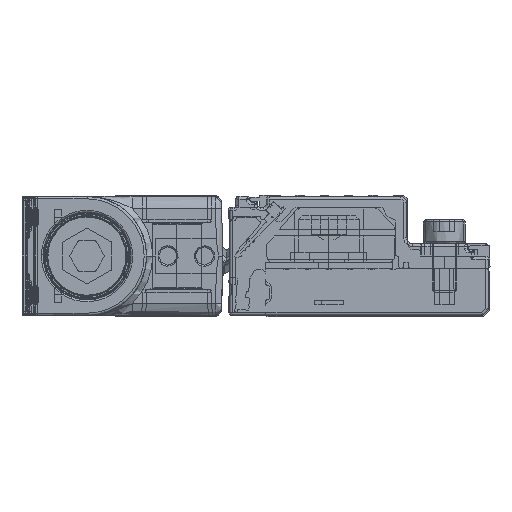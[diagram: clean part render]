
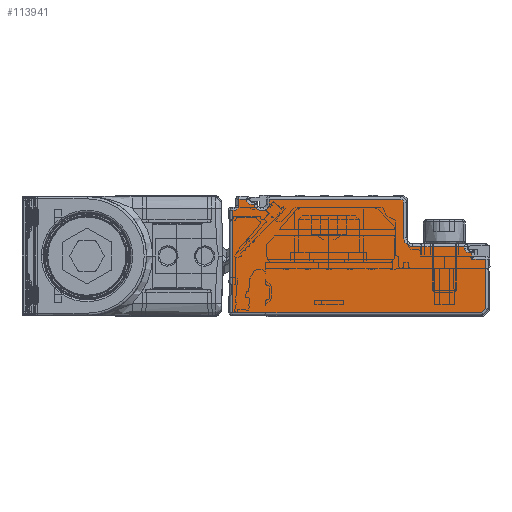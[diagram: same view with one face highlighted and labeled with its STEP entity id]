
A CAD part, left-side view. The second image highlights one B-rep face of the part: STEP entity #113941.
In plain terms, the highlighted planar face has unit normal (-1, 0, 0).
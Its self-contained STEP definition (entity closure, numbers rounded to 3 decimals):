
#113748=AXIS2_PLACEMENT_3D('Circle Axis2P3D',#113746,#113747,$) ;
#113761=AXIS2_PLACEMENT_3D('Plane Axis2P3D',#113758,#113759,#113760) ;
#113781=AXIS2_PLACEMENT_3D('Circle Axis2P3D',#113779,#113780,$) ;
#113800=AXIS2_PLACEMENT_3D('Circle Axis2P3D',#113798,#113799,$) ;
#113821=AXIS2_PLACEMENT_3D('Circle Axis2P3D',#113819,#113820,$) ;
#113835=AXIS2_PLACEMENT_3D('Circle Axis2P3D',#113833,#113834,$) ;
#113849=AXIS2_PLACEMENT_3D('Circle Axis2P3D',#113847,#113848,$) ;
#113870=AXIS2_PLACEMENT_3D('Circle Axis2P3D',#113868,#113869,$) ;
#113397=CARTESIAN_POINT('Vertex',(-2978.,4.2,3.5)) ;
#113404=CARTESIAN_POINT('Vertex',(-2978.,12.7,3.5)) ;
#113407=CARTESIAN_POINT('Line Origine',(-2978.,21.5,3.5)) ;
#113743=CARTESIAN_POINT('Vertex',(-2978.,14.2,5.)) ;
#113746=CARTESIAN_POINT('Axis2P3D Location',(-2978.,12.7,5.)) ;
#113758=CARTESIAN_POINT('Axis2P3D Location',(-2978.,0.2,-7.8)) ;
#113763=CARTESIAN_POINT('Line Origine',(-2978.,3.,2.)) ;
#113767=CARTESIAN_POINT('Vertex',(-2978.,3.,1.5)) ;
#113769=CARTESIAN_POINT('Vertex',(-2978.,3.,2.5)) ;
#113772=CARTESIAN_POINT('Line Origine',(-2978.,3.2,2.5)) ;
#113776=CARTESIAN_POINT('Vertex',(-2978.,3.4,2.5)) ;
#113779=CARTESIAN_POINT('Axis2P3D Location',(-2978.,3.4,3.3)) ;
#113783=CARTESIAN_POINT('Vertex',(-2978.,4.2,3.3)) ;
#113786=CARTESIAN_POINT('Line Origine',(-2978.,4.2,3.4)) ;
#113791=CARTESIAN_POINT('Line Origine',(-2978.,14.2,7.9)) ;
#113795=CARTESIAN_POINT('Vertex',(-2978.,14.2,10.8)) ;
#113798=CARTESIAN_POINT('Axis2P3D Location',(-2978.,14.7,10.8)) ;
#113802=CARTESIAN_POINT('Vertex',(-2978.,14.7,11.3)) ;
#113805=CARTESIAN_POINT('Line Origine',(-2978.,25.5,11.3)) ;
#113809=CARTESIAN_POINT('Vertex',(-2978.,36.3,11.3)) ;
#113812=CARTESIAN_POINT('Line Origine',(-2978.,36.3,10.9)) ;
#113816=CARTESIAN_POINT('Vertex',(-2978.,36.3,10.5)) ;
#113819=CARTESIAN_POINT('Axis2P3D Location',(-2978.,37.3,10.5)) ;
#113823=CARTESIAN_POINT('Vertex',(-2978.,37.3,9.5)) ;
#113826=CARTESIAN_POINT('Line Origine',(-2978.,37.55,9.5)) ;
#113830=CARTESIAN_POINT('Vertex',(-2978.,37.8,9.5)) ;
#113833=CARTESIAN_POINT('Axis2P3D Location',(-2978.,37.8,10.5)) ;
#113837=CARTESIAN_POINT('Vertex',(-2978.,38.8,10.5)) ;
#113840=CARTESIAN_POINT('Line Origine',(-2978.,39.05,10.5)) ;
#113844=CARTESIAN_POINT('Vertex',(-2978.,39.3,10.5)) ;
#113847=CARTESIAN_POINT('Axis2P3D Location',(-2978.,39.3,11.3)) ;
#113851=CARTESIAN_POINT('Vertex',(-2978.,40.1,11.3)) ;
#113854=CARTESIAN_POINT('Line Origine',(-2978.,40.7,11.3)) ;
#113858=CARTESIAN_POINT('Vertex',(-2978.,41.3,11.3)) ;
#113861=CARTESIAN_POINT('Line Origine',(-2978.,41.3,10.8)) ;
#113865=CARTESIAN_POINT('Vertex',(-2978.,41.3,10.3)) ;
#113868=CARTESIAN_POINT('Axis2P3D Location',(-2978.,42.1,10.3)) ;
#113872=CARTESIAN_POINT('Vertex',(-2978.,42.1,9.5)) ;
#113875=CARTESIAN_POINT('Line Origine',(-2978.,42.2,9.5)) ;
#113879=CARTESIAN_POINT('Vertex',(-2978.,42.3,9.5)) ;
#113882=CARTESIAN_POINT('Line Origine',(-2978.,42.3,1.1)) ;
#113886=CARTESIAN_POINT('Vertex',(-2978.,42.3,-7.3)) ;
#113889=CARTESIAN_POINT('Line Origine',(-2978.,21.854,-7.3)) ;
#113893=CARTESIAN_POINT('Vertex',(-2978.,1.407,-7.3)) ;
#113896=CARTESIAN_POINT('Line Origine',(-2978.,1.054,-6.946)) ;
#113900=CARTESIAN_POINT('Vertex',(-2978.,0.7,-6.593)) ;
#113903=CARTESIAN_POINT('Line Origine',(-2978.,0.7,-2.546)) ;
#113907=CARTESIAN_POINT('Vertex',(-2978.,0.7,1.5)) ;
#113910=CARTESIAN_POINT('Line Origine',(-2978.,1.85,1.5)) ;
#113408=DIRECTION('Vector Direction',(0.,-1.,0.)) ;
#113747=DIRECTION('Axis2P3D Direction',(1.,0.,0.)) ;
#113759=DIRECTION('Axis2P3D Direction',(-1.,0.,0.)) ;
#113760=DIRECTION('Axis2P3D XDirection',(0.,0.,1.)) ;
#113764=DIRECTION('Vector Direction',(0.,0.,1.)) ;
#113773=DIRECTION('Vector Direction',(0.,1.,0.)) ;
#113780=DIRECTION('Axis2P3D Direction',(-1.,0.,0.)) ;
#113787=DIRECTION('Vector Direction',(0.,0.,-1.)) ;
#113792=DIRECTION('Vector Direction',(0.,0.,1.)) ;
#113799=DIRECTION('Axis2P3D Direction',(-1.,0.,0.)) ;
#113806=DIRECTION('Vector Direction',(0.,1.,0.)) ;
#113813=DIRECTION('Vector Direction',(0.,0.,-1.)) ;
#113820=DIRECTION('Axis2P3D Direction',(-1.,0.,0.)) ;
#113827=DIRECTION('Vector Direction',(0.,1.,0.)) ;
#113834=DIRECTION('Axis2P3D Direction',(-1.,0.,0.)) ;
#113841=DIRECTION('Vector Direction',(0.,-1.,0.)) ;
#113848=DIRECTION('Axis2P3D Direction',(-1.,0.,0.)) ;
#113855=DIRECTION('Vector Direction',(0.,1.,0.)) ;
#113862=DIRECTION('Vector Direction',(0.,0.,-1.)) ;
#113869=DIRECTION('Axis2P3D Direction',(-1.,0.,0.)) ;
#113876=DIRECTION('Vector Direction',(0.,1.,0.)) ;
#113883=DIRECTION('Vector Direction',(0.,0.,-1.)) ;
#113890=DIRECTION('Vector Direction',(0.,-1.,0.)) ;
#113897=DIRECTION('Vector Direction',(0.,-0.707,0.707)) ;
#113904=DIRECTION('Vector Direction',(0.,0.,1.)) ;
#113911=DIRECTION('Vector Direction',(0.,1.,0.)) ;
#113409=VECTOR('Line Direction',#113408,1.) ;
#113765=VECTOR('Line Direction',#113764,1.) ;
#113774=VECTOR('Line Direction',#113773,1.) ;
#113788=VECTOR('Line Direction',#113787,1.) ;
#113793=VECTOR('Line Direction',#113792,1.) ;
#113807=VECTOR('Line Direction',#113806,1.) ;
#113814=VECTOR('Line Direction',#113813,1.) ;
#113828=VECTOR('Line Direction',#113827,1.) ;
#113842=VECTOR('Line Direction',#113841,1.) ;
#113856=VECTOR('Line Direction',#113855,1.) ;
#113863=VECTOR('Line Direction',#113862,1.) ;
#113877=VECTOR('Line Direction',#113876,1.) ;
#113884=VECTOR('Line Direction',#113883,1.) ;
#113891=VECTOR('Line Direction',#113890,1.) ;
#113898=VECTOR('Line Direction',#113897,1.) ;
#113905=VECTOR('Line Direction',#113904,1.) ;
#113912=VECTOR('Line Direction',#113911,1.) ;
#113916=ORIENTED_EDGE('',*,*,#113771,.T.) ;
#113917=ORIENTED_EDGE('',*,*,#113778,.T.) ;
#113918=ORIENTED_EDGE('',*,*,#113785,.T.) ;
#113919=ORIENTED_EDGE('',*,*,#113790,.T.) ;
#113920=ORIENTED_EDGE('',*,*,#113411,.T.) ;
#113921=ORIENTED_EDGE('',*,*,#113750,.T.) ;
#113922=ORIENTED_EDGE('',*,*,#113797,.T.) ;
#113923=ORIENTED_EDGE('',*,*,#113804,.T.) ;
#113924=ORIENTED_EDGE('',*,*,#113811,.T.) ;
#113925=ORIENTED_EDGE('',*,*,#113818,.T.) ;
#113926=ORIENTED_EDGE('',*,*,#113825,.T.) ;
#113927=ORIENTED_EDGE('',*,*,#113832,.T.) ;
#113928=ORIENTED_EDGE('',*,*,#113839,.T.) ;
#113929=ORIENTED_EDGE('',*,*,#113846,.T.) ;
#113930=ORIENTED_EDGE('',*,*,#113853,.T.) ;
#113931=ORIENTED_EDGE('',*,*,#113860,.T.) ;
#113932=ORIENTED_EDGE('',*,*,#113867,.T.) ;
#113933=ORIENTED_EDGE('',*,*,#113874,.T.) ;
#113934=ORIENTED_EDGE('',*,*,#113881,.T.) ;
#113935=ORIENTED_EDGE('',*,*,#113888,.T.) ;
#113936=ORIENTED_EDGE('',*,*,#113895,.T.) ;
#113937=ORIENTED_EDGE('',*,*,#113902,.T.) ;
#113938=ORIENTED_EDGE('',*,*,#113909,.T.) ;
#113939=ORIENTED_EDGE('',*,*,#113914,.T.) ;
#113941=ADVANCED_FACE('\X2\FF8AFF9FFF70FF82\X0\ \X2\FF8EFF9EFF83FF9EFF68FF70\X0\',(#113940),#113762,.T.) ;
#113749=CIRCLE('generated circle',#113748,1.5) ;
#113782=CIRCLE('generated circle',#113781,0.8) ;
#113801=CIRCLE('generated circle',#113800,0.5) ;
#113822=CIRCLE('generated circle',#113821,1.) ;
#113836=CIRCLE('generated circle',#113835,1.) ;
#113850=CIRCLE('generated circle',#113849,0.8) ;
#113871=CIRCLE('generated circle',#113870,0.8) ;
#113411=EDGE_CURVE('',#113398,#113405,#113410,.F.) ;
#113750=EDGE_CURVE('',#113405,#113744,#113749,.T.) ;
#113771=EDGE_CURVE('',#113768,#113770,#113766,.T.) ;
#113778=EDGE_CURVE('',#113770,#113777,#113775,.T.) ;
#113785=EDGE_CURVE('',#113777,#113784,#113782,.F.) ;
#113790=EDGE_CURVE('',#113784,#113398,#113789,.F.) ;
#113797=EDGE_CURVE('',#113744,#113796,#113794,.T.) ;
#113804=EDGE_CURVE('',#113796,#113803,#113801,.T.) ;
#113811=EDGE_CURVE('',#113803,#113810,#113808,.T.) ;
#113818=EDGE_CURVE('',#113810,#113817,#113815,.T.) ;
#113825=EDGE_CURVE('',#113817,#113824,#113822,.F.) ;
#113832=EDGE_CURVE('',#113824,#113831,#113829,.T.) ;
#113839=EDGE_CURVE('',#113831,#113838,#113836,.F.) ;
#113846=EDGE_CURVE('',#113838,#113845,#113843,.F.) ;
#113853=EDGE_CURVE('',#113845,#113852,#113850,.F.) ;
#113860=EDGE_CURVE('',#113852,#113859,#113857,.T.) ;
#113867=EDGE_CURVE('',#113859,#113866,#113864,.T.) ;
#113874=EDGE_CURVE('',#113866,#113873,#113871,.F.) ;
#113881=EDGE_CURVE('',#113873,#113880,#113878,.T.) ;
#113888=EDGE_CURVE('',#113880,#113887,#113885,.T.) ;
#113895=EDGE_CURVE('',#113887,#113894,#113892,.T.) ;
#113902=EDGE_CURVE('',#113894,#113901,#113899,.T.) ;
#113909=EDGE_CURVE('',#113901,#113908,#113906,.T.) ;
#113914=EDGE_CURVE('',#113908,#113768,#113913,.T.) ;
#113915=EDGE_LOOP('',(#113916,#113917,#113918,#113919,#113920,#113921,#113922,#113923,#113924,#113925,#113926,#113927,#113928,#113929,#113930,#113931,#113932,#113933,#113934,#113935,#113936,#113937,#113938,#113939)) ;
#113940=FACE_OUTER_BOUND('',#113915,.T.) ;
#113410=LINE('Line',#113407,#113409) ;
#113766=LINE('Line',#113763,#113765) ;
#113775=LINE('Line',#113772,#113774) ;
#113789=LINE('Line',#113786,#113788) ;
#113794=LINE('Line',#113791,#113793) ;
#113808=LINE('Line',#113805,#113807) ;
#113815=LINE('Line',#113812,#113814) ;
#113829=LINE('Line',#113826,#113828) ;
#113843=LINE('Line',#113840,#113842) ;
#113857=LINE('Line',#113854,#113856) ;
#113864=LINE('Line',#113861,#113863) ;
#113878=LINE('Line',#113875,#113877) ;
#113885=LINE('Line',#113882,#113884) ;
#113892=LINE('Line',#113889,#113891) ;
#113899=LINE('Line',#113896,#113898) ;
#113906=LINE('Line',#113903,#113905) ;
#113913=LINE('Line',#113910,#113912) ;
#113762=PLANE('',#113761) ;
#113398=VERTEX_POINT('',#113397) ;
#113405=VERTEX_POINT('',#113404) ;
#113744=VERTEX_POINT('',#113743) ;
#113768=VERTEX_POINT('',#113767) ;
#113770=VERTEX_POINT('',#113769) ;
#113777=VERTEX_POINT('',#113776) ;
#113784=VERTEX_POINT('',#113783) ;
#113796=VERTEX_POINT('',#113795) ;
#113803=VERTEX_POINT('',#113802) ;
#113810=VERTEX_POINT('',#113809) ;
#113817=VERTEX_POINT('',#113816) ;
#113824=VERTEX_POINT('',#113823) ;
#113831=VERTEX_POINT('',#113830) ;
#113838=VERTEX_POINT('',#113837) ;
#113845=VERTEX_POINT('',#113844) ;
#113852=VERTEX_POINT('',#113851) ;
#113859=VERTEX_POINT('',#113858) ;
#113866=VERTEX_POINT('',#113865) ;
#113873=VERTEX_POINT('',#113872) ;
#113880=VERTEX_POINT('',#113879) ;
#113887=VERTEX_POINT('',#113886) ;
#113894=VERTEX_POINT('',#113893) ;
#113901=VERTEX_POINT('',#113900) ;
#113908=VERTEX_POINT('',#113907) ;
